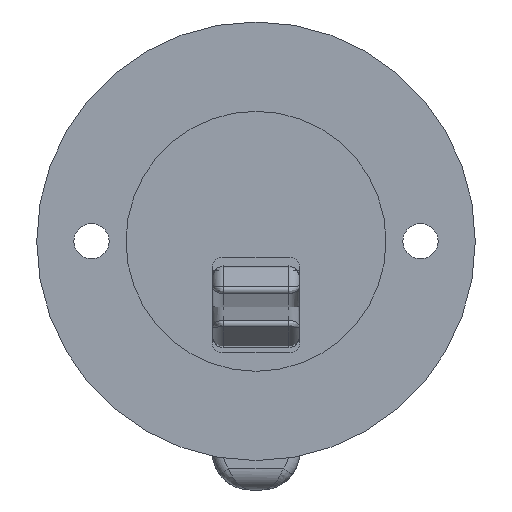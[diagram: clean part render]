
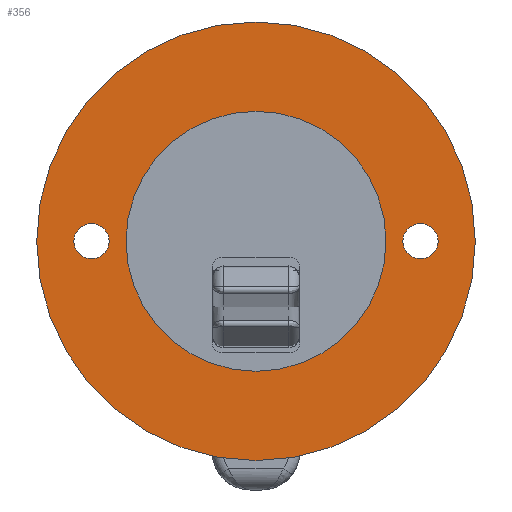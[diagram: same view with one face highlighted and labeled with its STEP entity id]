
A CAD part, front view. The second image highlights one B-rep face of the part: STEP entity #356.
In plain terms, the highlighted planar face has unit normal (0, -1, 0).
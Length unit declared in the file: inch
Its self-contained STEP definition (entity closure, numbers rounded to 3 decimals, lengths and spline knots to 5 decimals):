
#356 = ADVANCED_FACE ( 'NONE', ( #4333, #1587, #9747, #12147 ), #10708, .F. ) ;
#421 = EDGE_CURVE ( 'NONE', #11091, #12290, #3688, .T. ) ;
#422 = DIRECTION ( 'NONE',  ( 0., 0., 1. ) ) ;
#938 = CIRCLE ( 'NONE', #7994, 0.741 ) ;
#1012 = AXIS2_PLACEMENT_3D ( 'NONE', #12118, #6017, #13180 ) ;
#1142 = CARTESIAN_POINT ( 'NONE',  ( 0.9375, 0., 0. ) ) ;
#1407 = AXIS2_PLACEMENT_3D ( 'NONE', #10816, #4714, #11841 ) ;
#1474 = CARTESIAN_POINT ( 'NONE',  ( -0.9375, 0., -0.1005 ) ) ;
#1587 = FACE_BOUND ( 'NONE', #8084, .T. ) ;
#1999 = EDGE_CURVE ( 'NONE', #3565, #4583, #11275, .T. ) ;
#2199 = DIRECTION ( 'NONE',  ( 0., 0., 1. ) ) ;
#2254 = EDGE_CURVE ( 'NONE', #9147, #4593, #9364, .T. ) ;
#2330 = CARTESIAN_POINT ( 'NONE',  ( 0.9375, 0., -0.1005 ) ) ;
#2382 = EDGE_CURVE ( 'NONE', #8018, #8061, #8412, .T. ) ;
#2621 = DIRECTION ( 'NONE',  ( 0., 0., -1. ) ) ;
#2784 = ORIENTED_EDGE ( 'NONE', *, *, #421, .F. ) ;
#3001 = ORIENTED_EDGE ( 'NONE', *, *, #2382, .T. ) ;
#3161 = CARTESIAN_POINT ( 'NONE',  ( 0., 0., 1.25 ) ) ;
#3565 = VERTEX_POINT ( 'NONE', #3161 ) ;
#3574 = ORIENTED_EDGE ( 'NONE', *, *, #2254, .T. ) ;
#3618 = ORIENTED_EDGE ( 'NONE', *, *, #1999, .T. ) ;
#3688 = CIRCLE ( 'NONE', #10570, 0.741 ) ;
#3766 = DIRECTION ( 'NONE',  ( 0., 0., 1. ) ) ;
#4080 = ORIENTED_EDGE ( 'NONE', *, *, #11695, .T. ) ;
#4231 = CARTESIAN_POINT ( 'NONE',  ( 0., 0., 0. ) ) ;
#4333 = FACE_BOUND ( 'NONE', #5211, .T. ) ;
#4583 = VERTEX_POINT ( 'NONE', #7341 ) ;
#4593 = VERTEX_POINT ( 'NONE', #10440 ) ;
#4714 = DIRECTION ( 'NONE',  ( 0., 1., 0. ) ) ;
#4864 = ORIENTED_EDGE ( 'NONE', *, *, #12685, .T. ) ;
#5084 = CARTESIAN_POINT ( 'NONE',  ( 0., 0., -0.741 ) ) ;
#5211 = EDGE_LOOP ( 'NONE', ( #4080, #3574 ) ) ;
#5255 = DIRECTION ( 'NONE',  ( 0., 0., -1. ) ) ;
#5718 = CARTESIAN_POINT ( 'NONE',  ( 0., 0., 0. ) ) ;
#6017 = DIRECTION ( 'NONE',  ( 0., -1., 0. ) ) ;
#6088 = DIRECTION ( 'NONE',  ( 0., -1., 0. ) ) ;
#6121 = CARTESIAN_POINT ( 'NONE',  ( -0.9375, 0., 0. ) ) ;
#6428 = ORIENTED_EDGE ( 'NONE', *, *, #8972, .T. ) ;
#6461 = AXIS2_PLACEMENT_3D ( 'NONE', #5718, #10895, #3766 ) ;
#6567 = DIRECTION ( 'NONE',  ( 0., 1., 0. ) ) ;
#6723 = CIRCLE ( 'NONE', #8514, 0.1005 ) ;
#6834 = AXIS2_PLACEMENT_3D ( 'NONE', #1142, #8332, #2199 ) ;
#7132 = DIRECTION ( 'NONE',  ( 0., 0., 1. ) ) ;
#7244 = EDGE_LOOP ( 'NONE', ( #4864, #3618 ) ) ;
#7341 = CARTESIAN_POINT ( 'NONE',  ( 0., 0., -1.25 ) ) ;
#7387 = ORIENTED_EDGE ( 'NONE', *, *, #9690, .F. ) ;
#7700 = DIRECTION ( 'NONE',  ( 0., -1., 0. ) ) ;
#7994 = AXIS2_PLACEMENT_3D ( 'NONE', #12209, #6088, #13260 ) ;
#8018 = VERTEX_POINT ( 'NONE', #1474 ) ;
#8061 = VERTEX_POINT ( 'NONE', #9058 ) ;
#8084 = EDGE_LOOP ( 'NONE', ( #6428, #3001 ) ) ;
#8332 = DIRECTION ( 'NONE',  ( 0., 1., 0. ) ) ;
#8412 = CIRCLE ( 'NONE', #1407, 0.1005 ) ;
#8514 = AXIS2_PLACEMENT_3D ( 'NONE', #6121, #13285, #7132 ) ;
#8553 = AXIS2_PLACEMENT_3D ( 'NONE', #12700, #6567, #422 ) ;
#8742 = CARTESIAN_POINT ( 'NONE',  ( 0., 0., 0. ) ) ;
#8972 = EDGE_CURVE ( 'NONE', #8061, #8018, #6723, .T. ) ;
#9058 = CARTESIAN_POINT ( 'NONE',  ( -0.9375, 0., 0.1005 ) ) ;
#9147 = VERTEX_POINT ( 'NONE', #2330 ) ;
#9364 = CIRCLE ( 'NONE', #8553, 0.1005 ) ;
#9690 = EDGE_CURVE ( 'NONE', #12290, #11091, #938, .T. ) ;
#9747 = FACE_BOUND ( 'NONE', #10862, .T. ) ;
#10048 = CARTESIAN_POINT ( 'NONE',  ( 0., 0., 0.741 ) ) ;
#10440 = CARTESIAN_POINT ( 'NONE',  ( 0.9375, 0., 0.1005 ) ) ;
#10570 = AXIS2_PLACEMENT_3D ( 'NONE', #8742, #7700, #2621 ) ;
#10708 = PLANE ( 'NONE',  #6461 ) ;
#10816 = CARTESIAN_POINT ( 'NONE',  ( -0.9375, 0., 0. ) ) ;
#10862 = EDGE_LOOP ( 'NONE', ( #2784, #7387 ) ) ;
#10895 = DIRECTION ( 'NONE',  ( 0., 1., 0. ) ) ;
#11091 = VERTEX_POINT ( 'NONE', #5084 ) ;
#11275 = CIRCLE ( 'NONE', #12912, 1.25 ) ;
#11367 = DIRECTION ( 'NONE',  ( 0., -1., 0. ) ) ;
#11695 = EDGE_CURVE ( 'NONE', #4593, #9147, #12109, .T. ) ;
#11841 = DIRECTION ( 'NONE',  ( 0., 0., 1. ) ) ;
#12109 = CIRCLE ( 'NONE', #6834, 0.1005 ) ;
#12118 = CARTESIAN_POINT ( 'NONE',  ( 0., 0., 0. ) ) ;
#12147 = FACE_OUTER_BOUND ( 'NONE', #7244, .T. ) ;
#12209 = CARTESIAN_POINT ( 'NONE',  ( 0., 0., 0. ) ) ;
#12249 = CIRCLE ( 'NONE', #1012, 1.25 ) ;
#12290 = VERTEX_POINT ( 'NONE', #10048 ) ;
#12685 = EDGE_CURVE ( 'NONE', #4583, #3565, #12249, .T. ) ;
#12700 = CARTESIAN_POINT ( 'NONE',  ( 0.9375, 0., 0. ) ) ;
#12912 = AXIS2_PLACEMENT_3D ( 'NONE', #4231, #11367, #5255 ) ;
#13180 = DIRECTION ( 'NONE',  ( 0., 0., -1. ) ) ;
#13260 = DIRECTION ( 'NONE',  ( 0., 0., -1. ) ) ;
#13285 = DIRECTION ( 'NONE',  ( 0., 1., 0. ) ) ;
